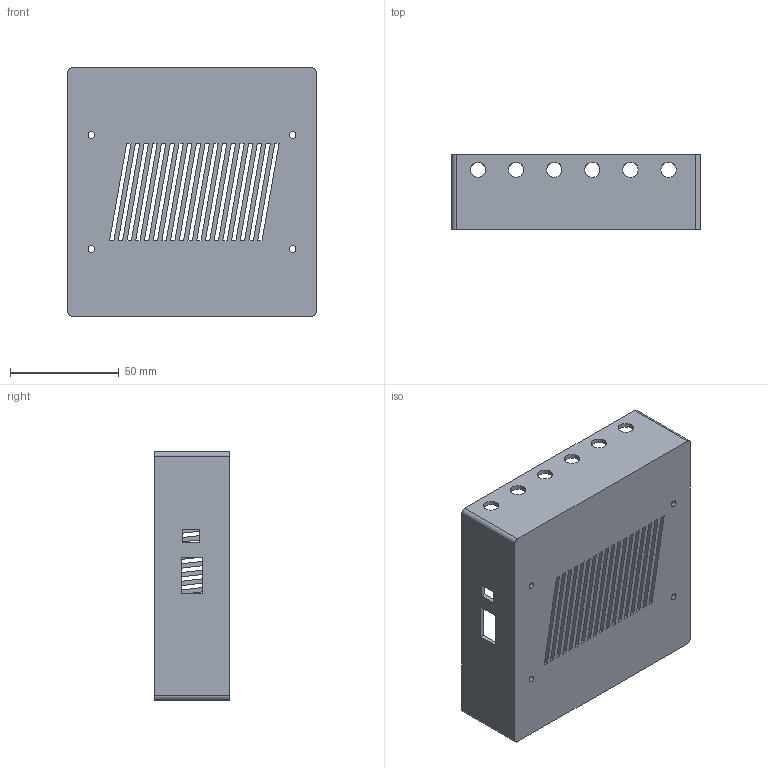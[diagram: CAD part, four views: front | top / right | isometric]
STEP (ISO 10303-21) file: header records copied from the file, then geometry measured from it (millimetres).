
FILE_DESCRIPTION (( 'STEP AP203' ), '1' );
FILE_NAME ('lime_sdr_part_bottom.STEP', '2017-11-06T11:33:08', ( '' ), ( '' ), 'SwSTEP 2.0', 'SolidWorks 2016', '' );
FILE_SCHEMA (( 'CONFIG_CONTROL_DESIGN' ));
Length unit declared in the file: millimetre
Products named in the file (1): lime_sdr_part_bottom
Bounding box: 114 x 34.5 x 114 mm (x, y, z)
Volume: 47408.9 mm3; surface area: 56107.1 mm2
Topology: 1 solids, 2 shells, 258 faces, 757 edges, 504 vertices
Faces by surface type: plane 210, cylinder 48
Entity records: 8804 total; most frequent: CARTESIAN_POINT 1520, ORIENTED_EDGE 1514, DIRECTION 1371, EDGE_CURVE 757, VECTOR 661, LINE 661, VERTEX_POINT 504, EDGE_LOOP 383
